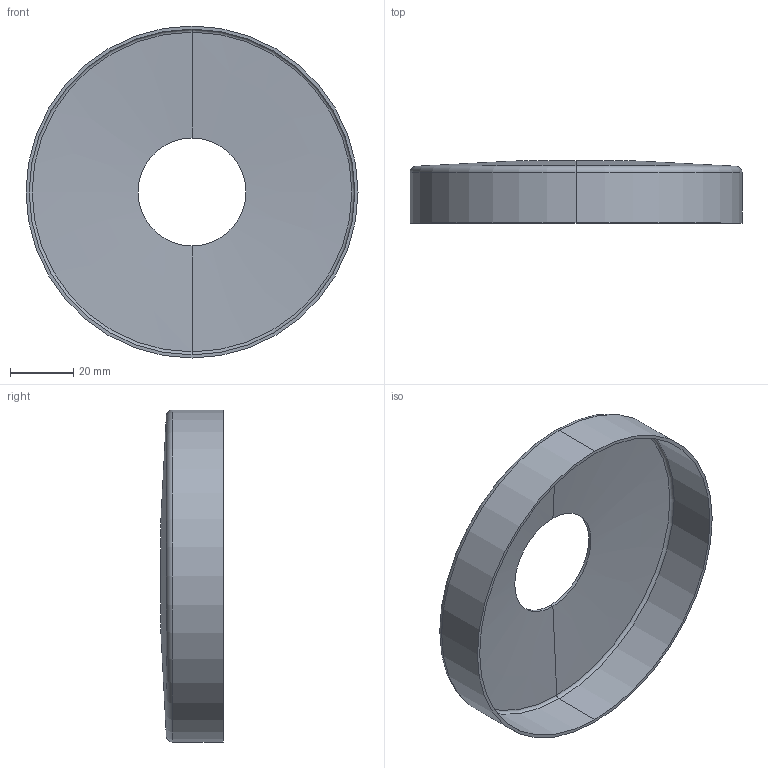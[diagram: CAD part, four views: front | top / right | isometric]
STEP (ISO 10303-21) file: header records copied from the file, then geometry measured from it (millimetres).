
FILE_DESCRIPTION (( 'STEP AP214' ), '1' );
FILE_NAME ('A_0512-033.STEP', '2023-02-24T09:04:38', ( '' ), ( '' ), 'SwSTEP 2.0', 'SolidWorks 2019', '' );
FILE_SCHEMA (( 'AUTOMOTIVE_DESIGN' ));
Length unit declared in the file: millimetre
Products named in the file (1): A_0512-033
Bounding box: 105 x 19.76 x 105 mm (x, y, z)
Volume: 13099.1 mm3; surface area: 26634.4 mm2
Topology: 1 solids, 1 shells, 15 faces, 30 edges, 16 vertices
Faces by surface type: cylinder 6, torus 4, cone 4, plane 1
Entity records: 426 total; most frequent: DIRECTION 82, CARTESIAN_POINT 62, ORIENTED_EDGE 60, AXIS2_PLACEMENT_3D 36, EDGE_CURVE 30, CIRCLE 20, EDGE_LOOP 16, VERTEX_POINT 16
